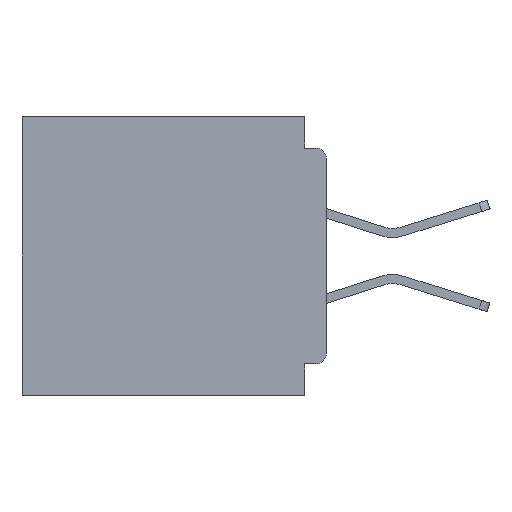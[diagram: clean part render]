
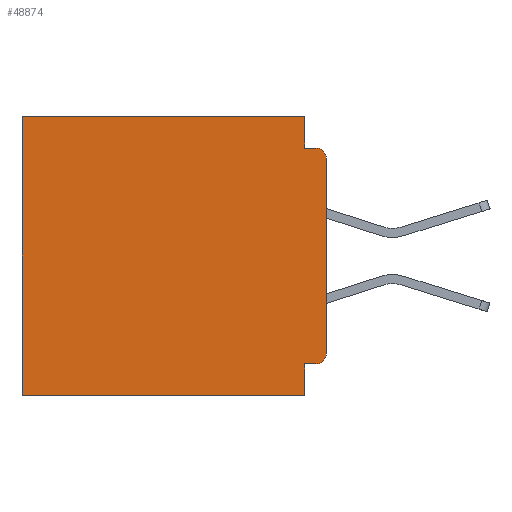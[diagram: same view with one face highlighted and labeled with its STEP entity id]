
A CAD part, left-side view. The second image highlights one B-rep face of the part: STEP entity #48874.
In plain terms, the highlighted planar face has unit normal (-1, 0, 0).
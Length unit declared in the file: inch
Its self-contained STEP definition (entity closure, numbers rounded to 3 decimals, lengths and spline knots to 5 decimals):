
#183 = CARTESIAN_POINT ( 'NONE',  ( 0.3, 0.031, -0.045 ) ) ;
#1497 = VECTOR ( 'NONE', #43836, 39.37008 ) ;
#2592 = ORIENTED_EDGE ( 'NONE', *, *, #42465, .F. ) ;
#2828 = CARTESIAN_POINT ( 'NONE',  ( 0.3, 0.015, -0.34 ) ) ;
#4475 = FACE_OUTER_BOUND ( 'NONE', #16441, .T. ) ;
#4627 = ORIENTED_EDGE ( 'NONE', *, *, #58582, .T. ) ;
#5566 = VERTEX_POINT ( 'NONE', #24371 ) ;
#6853 = CARTESIAN_POINT ( 'NONE',  ( 0.3, 0.015, -0.06 ) ) ;
#7090 = ORIENTED_EDGE ( 'NONE', *, *, #25684, .F. ) ;
#7461 = DIRECTION ( 'NONE',  ( 0., 0., -1. ) ) ;
#7715 = LINE ( 'NONE', #23099, #56458 ) ;
#7793 = VERTEX_POINT ( 'NONE', #183 ) ;
#8280 = LINE ( 'NONE', #56055, #31357 ) ;
#8768 = EDGE_CURVE ( 'NONE', #21284, #5566, #45875, .T. ) ;
#9267 = VECTOR ( 'NONE', #11919, 39.37008 ) ;
#10200 = ORIENTED_EDGE ( 'NONE', *, *, #21233, .T. ) ;
#10280 = DIRECTION ( 'NONE',  ( 1., 0., 0. ) ) ;
#11488 = DIRECTION ( 'NONE',  ( 0., 0., -1. ) ) ;
#11748 = CARTESIAN_POINT ( 'NONE',  ( 0.3, 0., -0.045 ) ) ;
#11919 = DIRECTION ( 'NONE',  ( 0., 1., 0. ) ) ;
#13262 = CARTESIAN_POINT ( 'NONE',  ( 0.3, 0.031, -0.4 ) ) ;
#13794 = CARTESIAN_POINT ( 'NONE',  ( 0.3, 0.437, -0.4 ) ) ;
#13864 = VERTEX_POINT ( 'NONE', #55704 ) ;
#14264 = AXIS2_PLACEMENT_3D ( 'NONE', #37784, #10280, #42382 ) ;
#14705 = ORIENTED_EDGE ( 'NONE', *, *, #30174, .T. ) ;
#15067 = DIRECTION ( 'NONE',  ( 0., 0., -1. ) ) ;
#15521 = CARTESIAN_POINT ( 'NONE',  ( 0.3, 0.015, -0.045 ) ) ;
#15617 = VERTEX_POINT ( 'NONE', #13262 ) ;
#16441 = EDGE_LOOP ( 'NONE', ( #7090, #4627, #45160, #2592, #36211, #10200, #45621, #32655, #21681, #14705 ) ) ;
#18573 = CARTESIAN_POINT ( 'NONE',  ( 0.3, 0.031, 0. ) ) ;
#18771 = DIRECTION ( 'NONE',  ( 0., 1., 0. ) ) ;
#20595 = VECTOR ( 'NONE', #23640, 39.37008 ) ;
#21233 = EDGE_CURVE ( 'NONE', #35768, #47300, #35955, .T. ) ;
#21284 = VERTEX_POINT ( 'NONE', #56708 ) ;
#21681 = ORIENTED_EDGE ( 'NONE', *, *, #8768, .F. ) ;
#22048 = LINE ( 'NONE', #23441, #20595 ) ;
#22762 = AXIS2_PLACEMENT_3D ( 'NONE', #2828, #34993, #7461 ) ;
#23099 = CARTESIAN_POINT ( 'NONE',  ( 0.3, 0.031, -0.4 ) ) ;
#23441 = CARTESIAN_POINT ( 'NONE',  ( 0.3, 0., -0.4 ) ) ;
#23461 = EDGE_CURVE ( 'NONE', #5566, #15617, #7715, .T. ) ;
#23640 = DIRECTION ( 'NONE',  ( 0., 1., 0. ) ) ;
#24371 = CARTESIAN_POINT ( 'NONE',  ( 0.3, 0.031, -0.355 ) ) ;
#24565 = LINE ( 'NONE', #11748, #1497 ) ;
#25340 = CARTESIAN_POINT ( 'NONE',  ( 0.3, 0.437, 0. ) ) ;
#25684 = EDGE_CURVE ( 'NONE', #48760, #13864, #8280, .T. ) ;
#26465 = VECTOR ( 'NONE', #40113, 39.37008 ) ;
#28742 = DIRECTION ( 'NONE',  ( 0., 0., -1. ) ) ;
#30174 = EDGE_CURVE ( 'NONE', #21284, #13864, #52358, .T. ) ;
#30265 = CARTESIAN_POINT ( 'NONE',  ( 0.3, 0., -0.355 ) ) ;
#31357 = VECTOR ( 'NONE', #28742, 39.37008 ) ;
#32655 = ORIENTED_EDGE ( 'NONE', *, *, #23461, .F. ) ;
#32922 = AXIS2_PLACEMENT_3D ( 'NONE', #6853, #39001, #11488 ) ;
#33177 = PLANE ( 'NONE',  #14264 ) ;
#34993 = DIRECTION ( 'NONE',  ( -1., 0., 0. ) ) ;
#35660 = LINE ( 'NONE', #37022, #58462 ) ;
#35768 = VERTEX_POINT ( 'NONE', #25340 ) ;
#35955 = LINE ( 'NONE', #51748, #46668 ) ;
#36211 = ORIENTED_EDGE ( 'NONE', *, *, #55923, .T. ) ;
#37022 = CARTESIAN_POINT ( 'NONE',  ( 0.3, 0., 0. ) ) ;
#37784 = CARTESIAN_POINT ( 'NONE',  ( 0.3, 0., -0.4 ) ) ;
#39001 = DIRECTION ( 'NONE',  ( -1., 0., 0. ) ) ;
#40113 = DIRECTION ( 'NONE',  ( 0., 0., -1. ) ) ;
#42382 = DIRECTION ( 'NONE',  ( 0., 0., -1. ) ) ;
#42465 = EDGE_CURVE ( 'NONE', #55893, #7793, #52166, .T. ) ;
#42803 = VERTEX_POINT ( 'NONE', #15521 ) ;
#43836 = DIRECTION ( 'NONE',  ( 0., -1., 0. ) ) ;
#45160 = ORIENTED_EDGE ( 'NONE', *, *, #53065, .F. ) ;
#45621 = ORIENTED_EDGE ( 'NONE', *, *, #55963, .F. ) ;
#45875 = LINE ( 'NONE', #30265, #9267 ) ;
#46030 = CIRCLE ( 'NONE', #32922, 0.015 ) ;
#46668 = VECTOR ( 'NONE', #15067, 39.37008 ) ;
#47300 = VERTEX_POINT ( 'NONE', #13794 ) ;
#48760 = VERTEX_POINT ( 'NONE', #55160 ) ;
#48874 = ADVANCED_FACE ( 'NONE', ( #4475 ), #33177, .F. ) ;
#51748 = CARTESIAN_POINT ( 'NONE',  ( 0.3, 0.437, -0.4 ) ) ;
#52166 = LINE ( 'NONE', #58222, #26465 ) ;
#52358 = CIRCLE ( 'NONE', #22762, 0.015 ) ;
#53065 = EDGE_CURVE ( 'NONE', #7793, #42803, #24565, .T. ) ;
#55051 = DIRECTION ( 'NONE',  ( 0., 0., -1. ) ) ;
#55160 = CARTESIAN_POINT ( 'NONE',  ( 0.3, 0., -0.06 ) ) ;
#55704 = CARTESIAN_POINT ( 'NONE',  ( 0.3, 0., -0.34 ) ) ;
#55893 = VERTEX_POINT ( 'NONE', #18573 ) ;
#55923 = EDGE_CURVE ( 'NONE', #55893, #35768, #35660, .T. ) ;
#55963 = EDGE_CURVE ( 'NONE', #15617, #47300, #22048, .T. ) ;
#56055 = CARTESIAN_POINT ( 'NONE',  ( 0.3, 0., -0.4 ) ) ;
#56458 = VECTOR ( 'NONE', #55051, 39.37008 ) ;
#56708 = CARTESIAN_POINT ( 'NONE',  ( 0.3, 0.015, -0.355 ) ) ;
#58222 = CARTESIAN_POINT ( 'NONE',  ( 0.3, 0.031, 0. ) ) ;
#58462 = VECTOR ( 'NONE', #18771, 39.37008 ) ;
#58582 = EDGE_CURVE ( 'NONE', #48760, #42803, #46030, .T. ) ;
